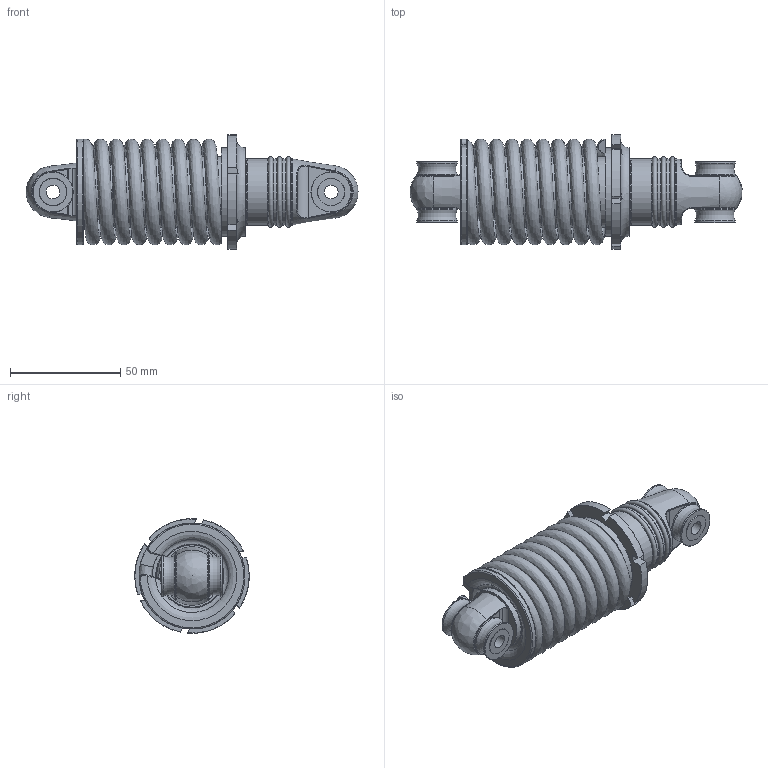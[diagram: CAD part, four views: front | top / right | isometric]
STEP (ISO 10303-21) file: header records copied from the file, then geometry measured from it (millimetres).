
FILE_DESCRIPTION(('FreeCAD Model'),'2;1');
FILE_NAME('Open CASCADE Shape Model','2025-04-17T11:03:48',('FreeCAD'),( 'FreeCAD'),'Open CASCADE STEP processor 7.6','FreeCAD','Unknown');
FILE_SCHEMA(('AUTOMOTIVE_DESIGN { 1 0 10303 214 1 1 1 1 }'));
Length unit declared in the file: millimetre
Products named in the file (1): Open CASCADE STEP translator 7.6 1
Bounding box: 150.42 x 52 x 51.86 mm (x, y, z)
Volume: 137887.2 mm3; surface area: 59441.8 mm2
Topology: 15 solids, 15 shells, 242 faces, 529 edges, 317 vertices
Faces by surface type: torus 81, plane 67, cylinder 57, bspline 28, cone 8, sphere 1
Full cylindrical faces by diameter (mm): 6.25 x2, 10 x3, 12.25 x4, 12.26 x4, 17.5 x2, 18 x1, 18.26 x8, 25 x1, 28.5 x1, 30.013 x4, 32 x1, 32.013 x1, 40 x1
Entity records: 9203 total; most frequent: CARTESIAN_POINT 4244, ORIENTED_EDGE 1054, DIRECTION 986, EDGE_CURVE 527, AXIS2_PLACEMENT_3D 448, VERTEX_POINT 316, FACE_BOUND 269, EDGE_LOOP 269
